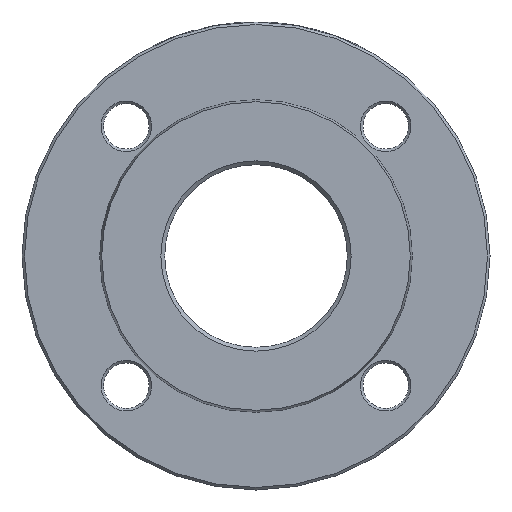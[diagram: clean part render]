
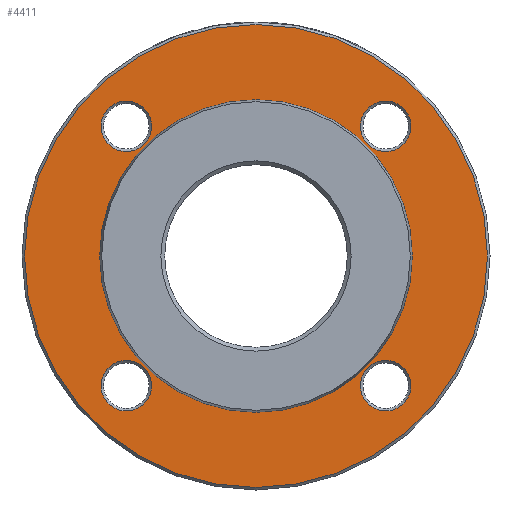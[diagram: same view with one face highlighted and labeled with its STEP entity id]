
A CAD part, left-side view. The second image highlights one B-rep face of the part: STEP entity #4411.
In plain terms, the highlighted planar face has unit normal (-1, 0, 0).
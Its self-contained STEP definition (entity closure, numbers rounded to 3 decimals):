
#88 = VERTEX_POINT ( 'NONE', #676 ) ;
#184 = CARTESIAN_POINT ( 'NONE',  ( 3., 51.265, 41.265 ) ) ;
#270 = AXIS2_PLACEMENT_3D ( 'NONE', #1723, #4182, #1694 ) ;
#308 = CARTESIAN_POINT ( 'NONE',  ( 3., 0., -91.5 ) ) ;
#314 = PLANE ( 'NONE',  #270 ) ;
#400 = EDGE_CURVE ( 'NONE', #88, #88, #3998, .T. ) ;
#433 = DIRECTION ( 'NONE',  ( 1., 0., 0. ) ) ;
#444 = EDGE_CURVE ( 'NONE', #2069, #2069, #1824, .T. ) ;
#462 = DIRECTION ( 'NONE',  ( 0., -1., 0. ) ) ;
#527 = DIRECTION ( 'NONE',  ( 0., 0., 1. ) ) ;
#676 = CARTESIAN_POINT ( 'NONE',  ( 3., -41.265, 51.265 ) ) ;
#690 = AXIS2_PLACEMENT_3D ( 'NONE', #1457, #433, #2418 ) ;
#699 = CIRCLE ( 'NONE', #1005, 61.804 ) ;
#952 = CARTESIAN_POINT ( 'NONE',  ( 3., 51.265, -51.265 ) ) ;
#1005 = AXIS2_PLACEMENT_3D ( 'NONE', #5319, #2361, #5830 ) ;
#1034 = CARTESIAN_POINT ( 'NONE',  ( 3., 0., 0. ) ) ;
#1411 = ORIENTED_EDGE ( 'NONE', *, *, #3749, .T. ) ;
#1457 = CARTESIAN_POINT ( 'NONE',  ( 3., -51.265, 51.265 ) ) ;
#1694 = DIRECTION ( 'NONE',  ( 0., 0., -1. ) ) ;
#1723 = CARTESIAN_POINT ( 'NONE',  ( 3., 61.804, 0. ) ) ;
#1809 = ORIENTED_EDGE ( 'NONE', *, *, #5638, .T. ) ;
#1824 = CIRCLE ( 'NONE', #5358, 10. ) ;
#1855 = EDGE_CURVE ( 'NONE', #6028, #6028, #6394, .T. ) ;
#1943 = EDGE_LOOP ( 'NONE', ( #2153 ) ) ;
#2069 = VERTEX_POINT ( 'NONE', #4639 ) ;
#2119 = EDGE_LOOP ( 'NONE', ( #4345 ) ) ;
#2153 = ORIENTED_EDGE ( 'NONE', *, *, #444, .T. ) ;
#2204 = FACE_BOUND ( 'NONE', #5662, .T. ) ;
#2266 = CARTESIAN_POINT ( 'NONE',  ( 3., -51.265, -41.265 ) ) ;
#2361 = DIRECTION ( 'NONE',  ( -1., 0., 0. ) ) ;
#2418 = DIRECTION ( 'NONE',  ( 0., 1., 0. ) ) ;
#2475 = CARTESIAN_POINT ( 'NONE',  ( 3., -51.265, -51.265 ) ) ;
#2629 = DIRECTION ( 'NONE',  ( 0., 0., -1. ) ) ;
#2655 = CIRCLE ( 'NONE', #4938, 91.5 ) ;
#2816 = FACE_BOUND ( 'NONE', #4266, .T. ) ;
#3012 = DIRECTION ( 'NONE',  ( -1., 0., 0. ) ) ;
#3025 = DIRECTION ( 'NONE',  ( 1., 0., 0. ) ) ;
#3547 = ORIENTED_EDGE ( 'NONE', *, *, #4856, .F. ) ;
#3632 = VERTEX_POINT ( 'NONE', #308 ) ;
#3724 = VERTEX_POINT ( 'NONE', #6252 ) ;
#3749 = EDGE_CURVE ( 'NONE', #3632, #3632, #2655, .T. ) ;
#3759 = FACE_OUTER_BOUND ( 'NONE', #5783, .T. ) ;
#3914 = AXIS2_PLACEMENT_3D ( 'NONE', #6369, #4613, #2629 ) ;
#3998 = CIRCLE ( 'NONE', #690, 10. ) ;
#4017 = AXIS2_PLACEMENT_3D ( 'NONE', #2475, #3025, #527 ) ;
#4182 = DIRECTION ( 'NONE',  ( 1., 0., 0. ) ) ;
#4266 = EDGE_LOOP ( 'NONE', ( #1809 ) ) ;
#4276 = FACE_BOUND ( 'NONE', #4280, .T. ) ;
#4280 = EDGE_LOOP ( 'NONE', ( #5382 ) ) ;
#4345 = ORIENTED_EDGE ( 'NONE', *, *, #400, .T. ) ;
#4411 = ADVANCED_FACE ( 'NONE', ( #5225, #2816, #6227, #4276, #3759, #2204 ), #314, .F. ) ;
#4613 = DIRECTION ( 'NONE',  ( 1., 0., 0. ) ) ;
#4639 = CARTESIAN_POINT ( 'NONE',  ( 3., 41.265, -51.265 ) ) ;
#4669 = VERTEX_POINT ( 'NONE', #2266 ) ;
#4856 = EDGE_CURVE ( 'NONE', #3724, #3724, #699, .T. ) ;
#4914 = DIRECTION ( 'NONE',  ( 1., 0., 0. ) ) ;
#4938 = AXIS2_PLACEMENT_3D ( 'NONE', #1034, #3012, #4994 ) ;
#4949 = CIRCLE ( 'NONE', #4017, 10. ) ;
#4994 = DIRECTION ( 'NONE',  ( 0., 0., -1. ) ) ;
#5225 = FACE_BOUND ( 'NONE', #1943, .T. ) ;
#5319 = CARTESIAN_POINT ( 'NONE',  ( 3., 0., 0. ) ) ;
#5358 = AXIS2_PLACEMENT_3D ( 'NONE', #952, #4914, #462 ) ;
#5382 = ORIENTED_EDGE ( 'NONE', *, *, #1855, .T. ) ;
#5638 = EDGE_CURVE ( 'NONE', #4669, #4669, #4949, .T. ) ;
#5662 = EDGE_LOOP ( 'NONE', ( #3547 ) ) ;
#5783 = EDGE_LOOP ( 'NONE', ( #1411 ) ) ;
#5830 = DIRECTION ( 'NONE',  ( 0., 0., 1. ) ) ;
#6028 = VERTEX_POINT ( 'NONE', #184 ) ;
#6227 = FACE_BOUND ( 'NONE', #2119, .T. ) ;
#6252 = CARTESIAN_POINT ( 'NONE',  ( 3., 0., 61.804 ) ) ;
#6369 = CARTESIAN_POINT ( 'NONE',  ( 3., 51.265, 51.265 ) ) ;
#6394 = CIRCLE ( 'NONE', #3914, 10. ) ;
